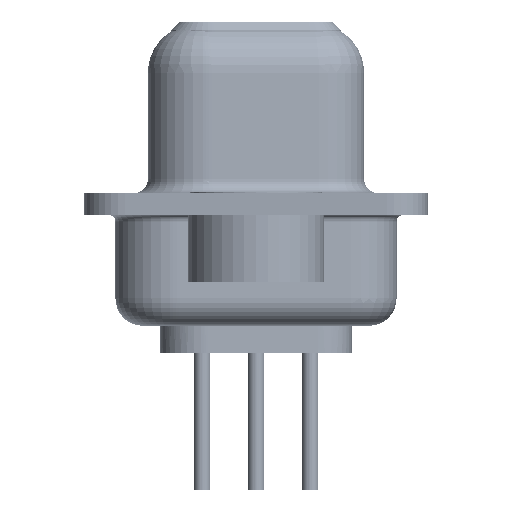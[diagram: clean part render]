
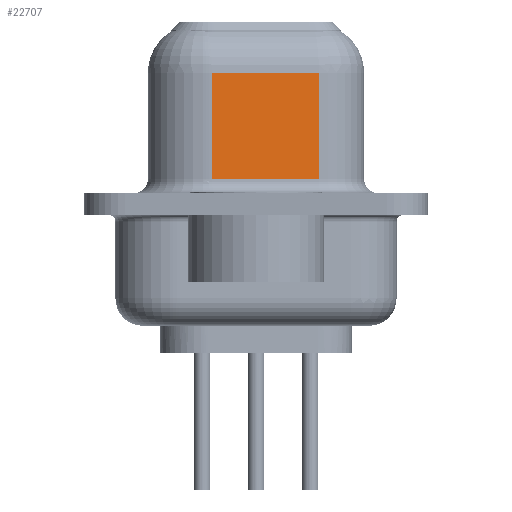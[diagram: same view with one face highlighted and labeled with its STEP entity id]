
A CAD part, left-side view. The second image highlights one B-rep face of the part: STEP entity #22707.
In plain terms, the highlighted planar face has unit normal (-0.985, -0.174, 0).
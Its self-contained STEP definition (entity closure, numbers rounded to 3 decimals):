
#866 = DIRECTION ( 'NONE',  ( 0., 0., -1. ) ) ;
#3631 = CARTESIAN_POINT ( 'NONE',  ( 4.38, 1.603, 0.9 ) ) ;
#5340 = ORIENTED_EDGE ( 'NONE', *, *, #8288, .T. ) ;
#5498 = EDGE_CURVE ( 'NONE', #38463, #38077, #41581, .T. ) ;
#5633 = AXIS2_PLACEMENT_3D ( 'NONE', #36962, #33152, #25501 ) ;
#6957 = VECTOR ( 'NONE', #866, 1000. ) ;
#7732 = FACE_OUTER_BOUND ( 'NONE', #10459, .T. ) ;
#8288 = EDGE_CURVE ( 'NONE', #46162, #38463, #33690, .T. ) ;
#9237 = DIRECTION ( 'NONE',  ( 0.174, -0.985, 0. ) ) ;
#9419 = CARTESIAN_POINT ( 'NONE',  ( 4.38, 1.603, 4.8 ) ) ;
#10459 = EDGE_LOOP ( 'NONE', ( #39001, #12694, #5340, #32250 ) ) ;
#11138 = LINE ( 'NONE', #25769, #24738 ) ;
#12694 = ORIENTED_EDGE ( 'NONE', *, *, #26928, .T. ) ;
#14696 = CARTESIAN_POINT ( 'NONE',  ( 5.068, -2.297, 0.9 ) ) ;
#15201 = CARTESIAN_POINT ( 'NONE',  ( 5.068, -2.297, 4.8 ) ) ;
#17402 = VECTOR ( 'NONE', #35082, 1000. ) ;
#18321 = DIRECTION ( 'NONE',  ( -0.174, 0.985, 0. ) ) ;
#19099 = VECTOR ( 'NONE', #9237, 1000. ) ;
#19786 = CARTESIAN_POINT ( 'NONE',  ( 5.068, -2.297, 0.9 ) ) ;
#22707 = ADVANCED_FACE ( 'NONE', ( #7732 ), #26429, .F. ) ;
#24559 = CARTESIAN_POINT ( 'NONE',  ( 5.068, -2.297, 6.55 ) ) ;
#24738 = VECTOR ( 'NONE', #18321, 1000. ) ;
#25501 = DIRECTION ( 'NONE',  ( -0.174, 0.985, 0. ) ) ;
#25769 = CARTESIAN_POINT ( 'NONE',  ( 5.068, -2.297, 4.8 ) ) ;
#26429 = PLANE ( 'NONE',  #5633 ) ;
#26511 = CARTESIAN_POINT ( 'NONE',  ( 4.38, 1.603, 6.55 ) ) ;
#26928 = EDGE_CURVE ( 'NONE', #42675, #46162, #11138, .T. ) ;
#32250 = ORIENTED_EDGE ( 'NONE', *, *, #5498, .T. ) ;
#33152 = DIRECTION ( 'NONE',  ( 0.985, 0.174, 0. ) ) ;
#33690 = LINE ( 'NONE', #26511, #6957 ) ;
#34621 = LINE ( 'NONE', #24559, #17402 ) ;
#35082 = DIRECTION ( 'NONE',  ( 0., 0., -1. ) ) ;
#36962 = CARTESIAN_POINT ( 'NONE',  ( 5.068, -2.297, 6.55 ) ) ;
#38077 = VERTEX_POINT ( 'NONE', #14696 ) ;
#38463 = VERTEX_POINT ( 'NONE', #3631 ) ;
#39001 = ORIENTED_EDGE ( 'NONE', *, *, #42128, .F. ) ;
#41581 = LINE ( 'NONE', #19786, #19099 ) ;
#42128 = EDGE_CURVE ( 'NONE', #42675, #38077, #34621, .T. ) ;
#42675 = VERTEX_POINT ( 'NONE', #15201 ) ;
#46162 = VERTEX_POINT ( 'NONE', #9419 ) ;
